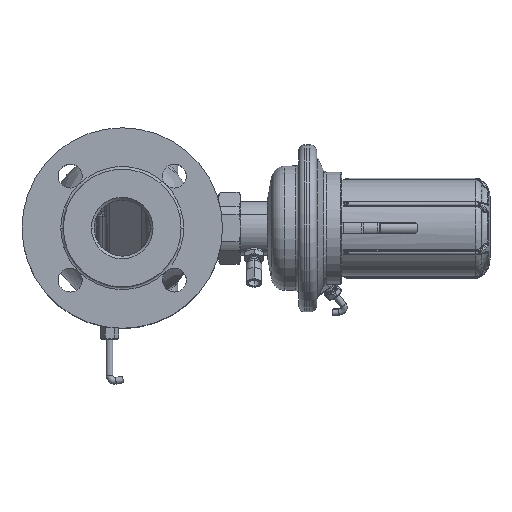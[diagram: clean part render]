
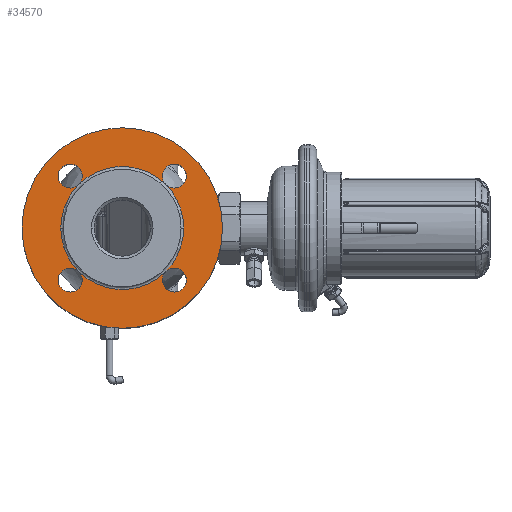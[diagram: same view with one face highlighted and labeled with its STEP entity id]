
A CAD part, top view. The second image highlights one B-rep face of the part: STEP entity #34570.
In plain terms, the highlighted planar face has unit normal (0, 0, 1).
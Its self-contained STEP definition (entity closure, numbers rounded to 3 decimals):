
#5819=CARTESIAN_POINT('',(-134.6,0.,98.));
#5820=DIRECTION('',(0.,0.,1.));
#5821=DIRECTION('',(-1.,0.,0.));
#5822=AXIS2_PLACEMENT_3D('',#5819,#5820,#5821);
#5824=CARTESIAN_POINT('',(-134.6,0.,98.));
#5825=DIRECTION('',(0.,0.,-1.));
#5826=DIRECTION('',(-1.,0.,0.));
#5827=AXIS2_PLACEMENT_3D('',#5824,#5825,#5826);
#5829=CARTESIAN_POINT('',(-95.709,38.891,98.));
#5830=DIRECTION('',(0.,0.,-1.));
#5831=DIRECTION('',(0.,1.,0.));
#5832=AXIS2_PLACEMENT_3D('',#5829,#5830,#5831);
#5834=CARTESIAN_POINT('',(-95.709,38.891,98.));
#5835=DIRECTION('',(0.,0.,-1.));
#5836=DIRECTION('',(-0.707,-0.707,0.));
#5837=AXIS2_PLACEMENT_3D('',#5834,#5835,#5836);
#5839=CARTESIAN_POINT('',(-173.491,38.891,98.));
#5840=DIRECTION('',(0.,0.,-1.));
#5841=DIRECTION('',(0.,1.,0.));
#5842=AXIS2_PLACEMENT_3D('',#5839,#5840,#5841);
#5844=CARTESIAN_POINT('',(-173.491,38.891,98.));
#5845=DIRECTION('',(0.,0.,-1.));
#5846=DIRECTION('',(0.,-1.,0.));
#5847=AXIS2_PLACEMENT_3D('',#5844,#5845,#5846);
#5849=CARTESIAN_POINT('',(-173.491,38.891,98.));
#5850=DIRECTION('',(0.,0.,-1.));
#5851=DIRECTION('',(0.707,-0.707,0.));
#5852=AXIS2_PLACEMENT_3D('',#5849,#5850,#5851);
#5854=CARTESIAN_POINT('',(-173.491,-38.891,
98.));
#5855=DIRECTION('',(0.,0.,-1.));
#5856=DIRECTION('',(0.,1.,0.));
#5857=AXIS2_PLACEMENT_3D('',#5854,#5855,#5856);
#5859=CARTESIAN_POINT('',(-173.491,-38.891,
98.));
#5860=DIRECTION('',(0.,0.,-1.));
#5861=DIRECTION('',(0.,-1.,0.));
#5862=AXIS2_PLACEMENT_3D('',#5859,#5860,#5861);
#5864=CARTESIAN_POINT('',(-173.491,-38.891,
98.));
#5865=DIRECTION('',(0.,0.,-1.));
#5866=DIRECTION('',(0.707,0.707,0.));
#5867=AXIS2_PLACEMENT_3D('',#5864,#5865,#5866);
#5869=CARTESIAN_POINT('',(-95.709,-38.891,
98.));
#5870=DIRECTION('',(0.,0.,-1.));
#5871=DIRECTION('',(0.,-1.,0.));
#5872=AXIS2_PLACEMENT_3D('',#5869,#5870,#5871);
#5874=CARTESIAN_POINT('',(-95.709,-38.891,
98.));
#5875=DIRECTION('',(0.,0.,-1.));
#5876=DIRECTION('',(0.,1.,0.));
#5877=AXIS2_PLACEMENT_3D('',#5874,#5875,#5876);
#5879=CARTESIAN_POINT('',(-95.709,-38.891,
98.));
#5880=DIRECTION('',(0.,0.,-1.));
#5881=DIRECTION('',(-0.707,0.707,0.));
#5882=AXIS2_PLACEMENT_3D('',#5879,#5880,#5881);
#5884=CARTESIAN_POINT('',(-95.709,38.891,98.));
#5885=DIRECTION('',(0.,0.,-1.));
#5886=DIRECTION('',(0.,-1.,0.));
#5887=AXIS2_PLACEMENT_3D('',#5884,#5885,#5886);
#5897=CARTESIAN_POINT('',(-134.6,0.,98.));
#5898=DIRECTION('',(0.,0.,-1.));
#5899=DIRECTION('',(-1.,0.,0.));
#5900=AXIS2_PLACEMENT_3D('',#5897,#5898,#5899);
#5902=CARTESIAN_POINT('',(-134.6,0.,98.));
#5903=DIRECTION('',(0.,0.,-1.));
#5904=DIRECTION('',(-0.707,0.707,0.));
#5905=AXIS2_PLACEMENT_3D('',#5902,#5903,#5904);
#5907=CARTESIAN_POINT('',(-134.6,0.,98.));
#5908=DIRECTION('',(0.,0.,-1.));
#5909=DIRECTION('',(0.707,0.707,0.));
#5910=AXIS2_PLACEMENT_3D('',#5907,#5908,#5909);
#5912=CARTESIAN_POINT('',(-134.6,0.,98.));
#5913=DIRECTION('',(0.,0.,1.));
#5914=DIRECTION('',(-1.,0.,0.));
#5915=AXIS2_PLACEMENT_3D('',#5912,#5913,#5914);
#5927=CARTESIAN_POINT('',(-134.6,0.,98.));
#5928=DIRECTION('',(0.,0.,1.));
#5929=DIRECTION('',(0.707,-0.707,0.));
#5930=AXIS2_PLACEMENT_3D('',#5927,#5928,#5929);
#5932=CARTESIAN_POINT('',(-134.6,0.,98.));
#5933=DIRECTION('',(0.,0.,1.));
#5934=DIRECTION('',(-0.707,-0.707,0.));
#5935=AXIS2_PLACEMENT_3D('',#5932,#5933,#5934);
#26154=CARTESIAN_POINT('',(-209.6,0.,98.));
#26156=VERTEX_POINT('',#26154);
#26157=CARTESIAN_POINT('',(-180.6,0.,98.));
#26159=VERTEX_POINT('',#26157);
#26196=CARTESIAN_POINT('',(-59.6,0.,98.));
#26198=VERTEX_POINT('',#26196);
#26199=CARTESIAN_POINT('',(-88.6,0.,98.));
#26201=VERTEX_POINT('',#26199);
#26751=CARTESIAN_POINT('',(-95.709,47.891,
98.));
#26752=CARTESIAN_POINT('',(-95.709,29.891,
98.));
#26753=VERTEX_POINT('',#26751);
#26754=VERTEX_POINT('',#26752);
#26755=CARTESIAN_POINT('',(-102.073,32.527,
98.));
#26756=VERTEX_POINT('',#26755);
#26757=CARTESIAN_POINT('',(-95.709,-29.891,
98.));
#26758=CARTESIAN_POINT('',(-95.709,-47.891,
98.));
#26759=VERTEX_POINT('',#26757);
#26760=VERTEX_POINT('',#26758);
#26761=CARTESIAN_POINT('',(-102.073,-32.527,
98.));
#26762=VERTEX_POINT('',#26761);
#26763=CARTESIAN_POINT('',(-173.491,-29.891,
98.));
#26764=CARTESIAN_POINT('',(-167.127,-32.527,
98.));
#26765=VERTEX_POINT('',#26763);
#26766=VERTEX_POINT('',#26764);
#26767=CARTESIAN_POINT('',(-173.491,-47.891,
98.));
#26768=VERTEX_POINT('',#26767);
#26769=CARTESIAN_POINT('',(-173.491,47.891,
98.));
#26770=CARTESIAN_POINT('',(-167.127,32.527,
98.));
#26771=VERTEX_POINT('',#26769);
#26772=VERTEX_POINT('',#26770);
#26773=CARTESIAN_POINT('',(-173.491,29.891,
98.));
#26774=VERTEX_POINT('',#26773);
#34523=CARTESIAN_POINT('',(-134.6,0.,98.));
#34524=DIRECTION('',(0.,0.,-1.));
#34525=DIRECTION('',(1.,0.,0.));
#34526=AXIS2_PLACEMENT_3D('',#34523,#34524,#34525);
#34527=PLANE('',#34526);
#34528=ORIENTED_EDGE('',*,*,#34516,.F.);
#34529=ORIENTED_EDGE('',*,*,#34505,.T.);
#34530=EDGE_LOOP('',(#34528,#34529));
#34531=FACE_OUTER_BOUND('',#34530,.F.);
#34533=ORIENTED_EDGE('',*,*,#34532,.F.);
#34535=ORIENTED_EDGE('',*,*,#34534,.F.);
#34537=ORIENTED_EDGE('',*,*,#34536,.F.);
#34539=ORIENTED_EDGE('',*,*,#34538,.F.);
#34541=ORIENTED_EDGE('',*,*,#34540,.F.);
#34543=ORIENTED_EDGE('',*,*,#34542,.F.);
#34545=ORIENTED_EDGE('',*,*,#34544,.F.);
#34547=ORIENTED_EDGE('',*,*,#34546,.T.);
#34549=ORIENTED_EDGE('',*,*,#34548,.F.);
#34551=ORIENTED_EDGE('',*,*,#34550,.F.);
#34553=ORIENTED_EDGE('',*,*,#34552,.F.);
#34555=ORIENTED_EDGE('',*,*,#34554,.T.);
#34557=ORIENTED_EDGE('',*,*,#34556,.F.);
#34559=ORIENTED_EDGE('',*,*,#34558,.F.);
#34561=ORIENTED_EDGE('',*,*,#34560,.F.);
#34563=ORIENTED_EDGE('',*,*,#34562,.T.);
#34565=ORIENTED_EDGE('',*,*,#34564,.F.);
#34567=ORIENTED_EDGE('',*,*,#34566,.F.);
#34568=EDGE_LOOP('',(#34533,#34535,#34537,#34539,#34541,#34543,#34545,#34547,
#34549,#34551,#34553,#34555,#34557,#34559,#34561,#34563,#34565,#34567));
#34569=FACE_BOUND('',#34568,.F.);
#34570=ADVANCED_FACE('',(#34531,#34569),#34527,.F.);
#5823=CIRCLE('',#5822,75.);
#5828=CIRCLE('',#5827,75.);
#5833=CIRCLE('',#5832,9.);
#5838=CIRCLE('',#5837,9.);
#5843=CIRCLE('',#5842,9.);
#5848=CIRCLE('',#5847,9.);
#5853=CIRCLE('',#5852,9.);
#5858=CIRCLE('',#5857,9.);
#5863=CIRCLE('',#5862,9.);
#5868=CIRCLE('',#5867,9.);
#5873=CIRCLE('',#5872,9.);
#5878=CIRCLE('',#5877,9.);
#5883=CIRCLE('',#5882,9.);
#5888=CIRCLE('',#5887,9.);
#5901=CIRCLE('',#5900,46.);
#5906=CIRCLE('',#5905,46.);
#5911=CIRCLE('',#5910,46.);
#5916=CIRCLE('',#5915,46.);
#5931=CIRCLE('',#5930,46.);
#5936=CIRCLE('',#5935,46.);
#34505=EDGE_CURVE('',#26156,#26198,#5828,.T.);
#34516=EDGE_CURVE('',#26156,#26198,#5823,.T.);
#34532=EDGE_CURVE('',#26753,#26754,#5833,.T.);
#34534=EDGE_CURVE('',#26756,#26753,#5838,.T.);
#34536=EDGE_CURVE('',#26772,#26756,#5906,.T.);
#34538=EDGE_CURVE('',#26771,#26772,#5843,.T.);
#34540=EDGE_CURVE('',#26774,#26771,#5848,.T.);
#34542=EDGE_CURVE('',#26772,#26774,#5853,.T.);
#34544=EDGE_CURVE('',#26159,#26772,#5901,.T.);
#34546=EDGE_CURVE('',#26159,#26766,#5916,.T.);
#34548=EDGE_CURVE('',#26765,#26766,#5858,.T.);
#34550=EDGE_CURVE('',#26768,#26765,#5863,.T.);
#34552=EDGE_CURVE('',#26766,#26768,#5868,.T.);
#34554=EDGE_CURVE('',#26766,#26762,#5936,.T.);
#34556=EDGE_CURVE('',#26760,#26762,#5873,.T.);
#34558=EDGE_CURVE('',#26759,#26760,#5878,.T.);
#34560=EDGE_CURVE('',#26762,#26759,#5883,.T.);
#34562=EDGE_CURVE('',#26762,#26201,#5931,.T.);
#34564=EDGE_CURVE('',#26756,#26201,#5911,.T.);
#34566=EDGE_CURVE('',#26754,#26756,#5888,.T.);
